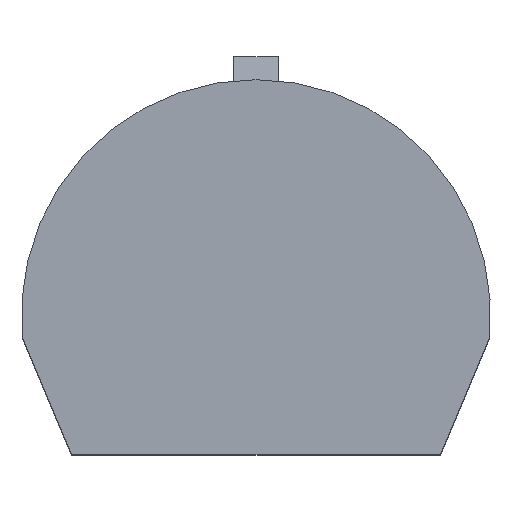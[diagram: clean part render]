
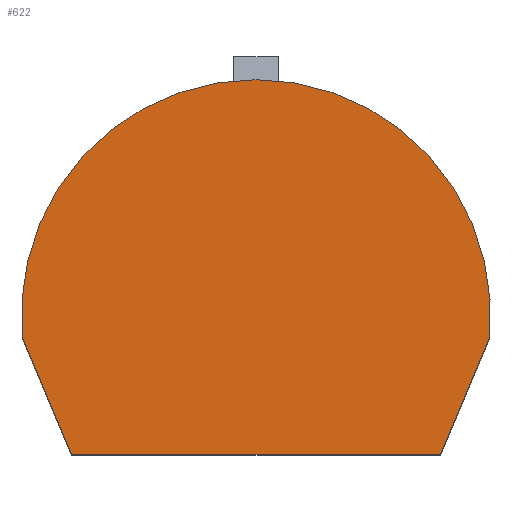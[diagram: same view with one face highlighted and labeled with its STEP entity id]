
A CAD part, top view. The second image highlights one B-rep face of the part: STEP entity #622.
In plain terms, the highlighted planar face has unit normal (0, 0, 1).
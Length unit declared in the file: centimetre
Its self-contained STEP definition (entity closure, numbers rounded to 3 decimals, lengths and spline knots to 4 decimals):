
#83=CIRCLE('',#654,0.2415);
#86=VERTEX_POINT('',#813);
#87=VERTEX_POINT('',#814);
#90=VERTEX_POINT('',#822);
#92=VERTEX_POINT('',#828);
#142=VECTOR('',#688,1.);
#146=VECTOR('',#693,1.);
#149=VECTOR('',#697,1.);
#222=LINE('',#812,#142);
#226=LINE('',#821,#146);
#229=LINE('',#827,#149);
#302=EDGE_CURVE('',#86,#87,#222,.T.);
#306=EDGE_CURVE('',#87,#90,#226,.T.);
#309=EDGE_CURVE('',#90,#92,#229,.T.);
#312=EDGE_CURVE('',#92,#86,#83,.T.);
#402=ORIENTED_EDGE('',*,*,#302,.F.);
#403=ORIENTED_EDGE('',*,*,#312,.F.);
#404=ORIENTED_EDGE('',*,*,#309,.F.);
#405=ORIENTED_EDGE('',*,*,#306,.F.);
#558=EDGE_LOOP('',(#402,#403,#404,#405));
#590=FACE_BOUND('',#558,.T.);
#622=ADVANCED_FACE('',(#590),#987,.T.);
#654=AXIS2_PLACEMENT_3D('',#833,#702,#703);
#656=AXIS2_PLACEMENT_3D('',#835,#706,$);
#688=DIRECTION('',(-0.387,-0.922,0.));
#693=DIRECTION('',(-1.,0.,0.));
#697=DIRECTION('',(-0.387,0.922,0.));
#702=DIRECTION('',(0.,0.,-1.));
#703=DIRECTION('',(0.242,0.,0.));
#706=DIRECTION('',(0.,0.,1.));
#812=CARTESIAN_POINT('',(0.19,-0.1385,1.028));
#813=CARTESIAN_POINT('',(0.2402,-0.019,1.028));
#814=CARTESIAN_POINT('',(0.19,-0.1385,1.028));
#821=CARTESIAN_POINT('',(-0.19,-0.1385,1.028));
#822=CARTESIAN_POINT('',(-0.19,-0.1385,1.028));
#827=CARTESIAN_POINT('',(-0.2402,-0.019,1.028));
#828=CARTESIAN_POINT('',(-0.2402,-0.019,1.028));
#833=CARTESIAN_POINT('',(0.,0.006,1.028));
#835=CARTESIAN_POINT('',(0.,0.0238,1.028));
#987=PLANE('',#656);
